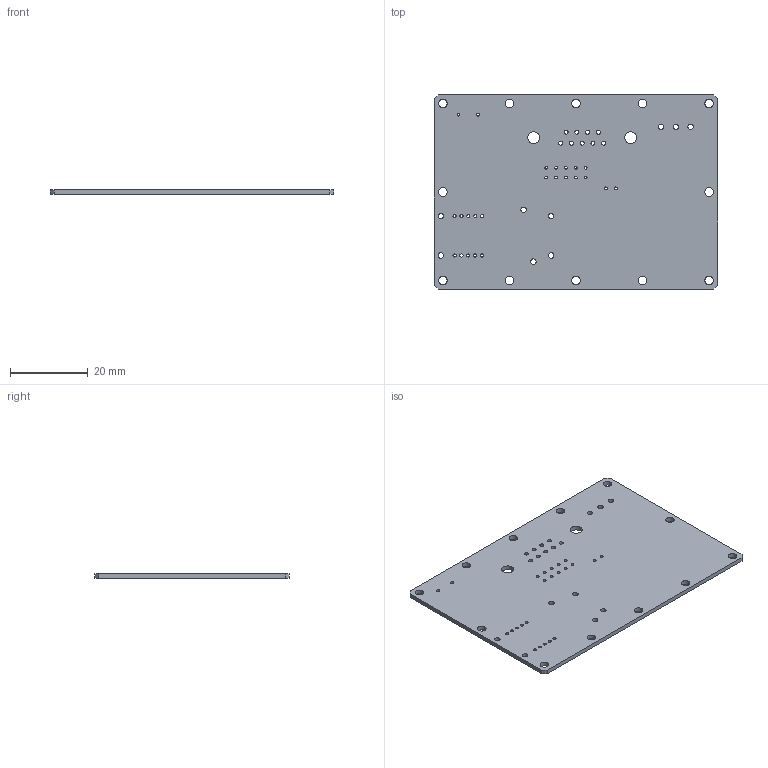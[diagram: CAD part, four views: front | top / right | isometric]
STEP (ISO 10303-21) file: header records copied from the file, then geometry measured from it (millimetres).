
FILE_DESCRIPTION(('Open CASCADE Model'),'2;1');
FILE_NAME('Open CASCADE Shape Model','2024-11-14T12:41:29',('Author'),( 'Open CASCADE'),'Open CASCADE STEP processor 6.2','Open CASCADE 6.2' ,'Unknown');
FILE_SCHEMA(('AUTOMOTIVE_DESIGN_CC2 { 1 2 10303 214 -1 1 5 4 }'));
Length unit declared in the file: millimetre
Products named in the file (2): PCB; Board
Assembly tree (1 placements, depth 2):
  PCB
    Board
Bounding box: 73 x 50 x 1.13 mm (x, y, z)
Volume: 4028.1 mm3; surface area: 7645.4 mm2
Topology: 1 solids, 1 shells, 66 faces, 192 edges, 128 vertices
Faces by surface type: cylinder 56, plane 10
Full cylindrical faces by diameter (mm): 0.7 x10, 0.762 x4, 0.813 x10, 1.02 x9, 1.397 x6, 1.4 x3, 2.2 x12, 3.05 x2
Entity records: 5343 total; most frequent: CARTESIAN_POINT 1444, DIRECTION 712, ORIENTED_EDGE 384, PCURVE 384, DEFINITIONAL_REPRESENTATION 384, LINE 352, VECTOR 352, EDGE_CURVE 192
